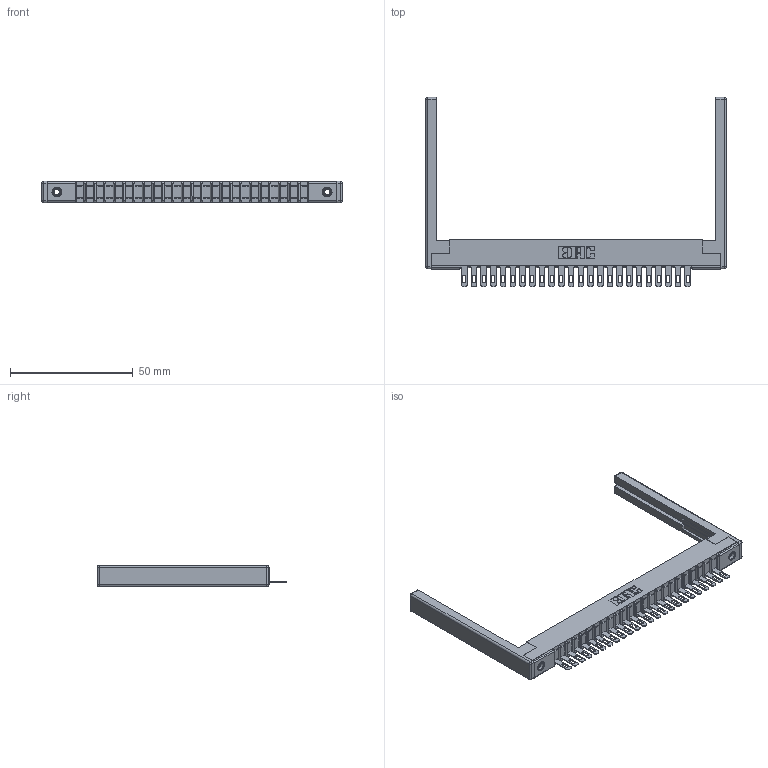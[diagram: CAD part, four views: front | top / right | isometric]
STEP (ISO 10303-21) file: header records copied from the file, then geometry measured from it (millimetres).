
FILE_DESCRIPTION (( 'STEP AP203' ), '1' );
FILE_NAME ('357-024-505-168.STEP', '2019-09-14T00:48:10', ( '' ), ( '' ), 'SwSTEP 2.0', 'SolidWorks 2016', '' );
FILE_SCHEMA (( 'CONFIG_CONTROL_DESIGN' ));
Length unit declared in the file: inch
Products named in the file (5): 307 Part_.156 Dia Mounting Holes; 345-250-001_345-250-001-102; 307-290-001_505; 357-024-505-168; 307-220-068
Assembly tree (29 placements, depth 2):
  357-024-505-168
    307 Part_.156 Dia Mounting Holes
    307-290-001_505  x24
    307-220-068  x2
    345-250-001_345-250-001-102  x2
Bounding box: 122.53 x 77.14 x 8.71 mm (x, y, z)
Volume: 12335.1 mm3; surface area: 16431.9 mm2
Topology: 29 solids, 29 shells, 1641 faces, 4601 edges, 2946 vertices
Faces by surface type: plane 1022, cylinder 545, sphere 58, cone 12, torus 4
Entity records: 25527 total; most frequent: CARTESIAN_POINT 4257, ORIENTED_EDGE 4232, DIRECTION 4170, EDGE_CURVE 2116, VECTOR 1612, LINE 1612, VERTEX_POINT 1366, AXIS2_PLACEMENT_3D 1279
